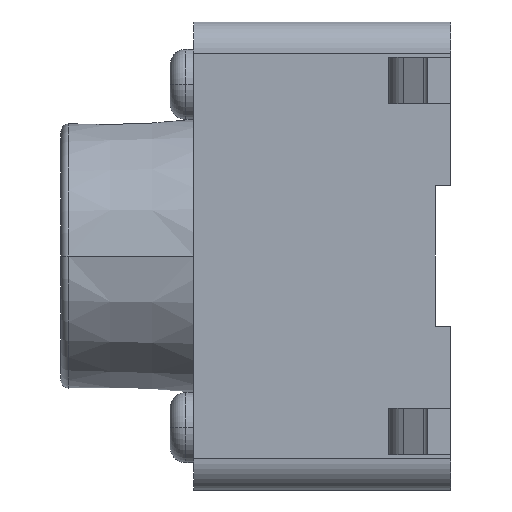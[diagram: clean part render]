
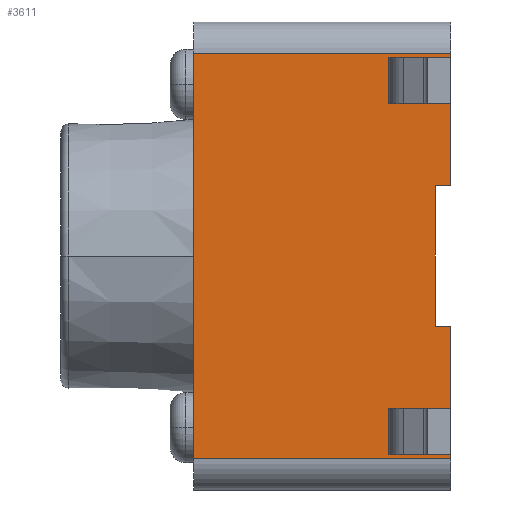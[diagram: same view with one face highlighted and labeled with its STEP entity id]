
A CAD part, left-side view. The second image highlights one B-rep face of the part: STEP entity #3611.
In plain terms, the highlighted planar face has unit normal (-1, 0, 0).
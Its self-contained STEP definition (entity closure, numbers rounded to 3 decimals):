
#34 = EDGE_LOOP ( 'NONE', ( #1471, #2997, #3259, #2002 ) ) ;
#55 = CARTESIAN_POINT ( 'NONE',  ( -3., 0.5, -2.55 ) ) ;
#65 = DIRECTION ( 'NONE',  ( 0., -1., 0. ) ) ;
#75 = LINE ( 'NONE', #55, #3479 ) ;
#77 = VECTOR ( 'NONE', #2521, 1000. ) ;
#83 = DIRECTION ( 'NONE',  ( 0., 0., -1. ) ) ;
#93 = DIRECTION ( 'NONE',  ( 0., 0., 1. ) ) ;
#104 = CARTESIAN_POINT ( 'NONE',  ( -3., 0.8, 1.95 ) ) ;
#114 = ORIENTED_EDGE ( 'NONE', *, *, #4400, .F. ) ;
#155 = CARTESIAN_POINT ( 'NONE',  ( -3., 3.3, -2.6 ) ) ;
#178 = VERTEX_POINT ( 'NONE', #2573 ) ;
#190 = EDGE_CURVE ( 'NONE', #178, #2457, #2705, .T. ) ;
#203 = ORIENTED_EDGE ( 'NONE', *, *, #3697, .T. ) ;
#275 = CARTESIAN_POINT ( 'NONE',  ( -3., 0., -0.9 ) ) ;
#313 = CARTESIAN_POINT ( 'NONE',  ( -3., 0.8, -1.95 ) ) ;
#317 = EDGE_CURVE ( 'NONE', #3976, #1006, #999, .T. ) ;
#341 = DIRECTION ( 'NONE',  ( 0., 1., 0. ) ) ;
#355 = CARTESIAN_POINT ( 'NONE',  ( -3., 0.5, -1.95 ) ) ;
#356 = VECTOR ( 'NONE', #4106, 1000. ) ;
#364 = CARTESIAN_POINT ( 'NONE',  ( -3., 0., 0.9 ) ) ;
#366 = VERTEX_POINT ( 'NONE', #364 ) ;
#386 = CARTESIAN_POINT ( 'NONE',  ( -3., 0., -2.6 ) ) ;
#435 = VECTOR ( 'NONE', #2187, 1000. ) ;
#462 = FACE_OUTER_BOUND ( 'NONE', #2944, .T. ) ;
#483 = EDGE_CURVE ( 'NONE', #3791, #3238, #3960, .T. ) ;
#595 = ORIENTED_EDGE ( 'NONE', *, *, #1983, .T. ) ;
#598 = DIRECTION ( 'NONE',  ( -1., 0., 0. ) ) ;
#646 = CARTESIAN_POINT ( 'NONE',  ( -3., 0.2, 0.9 ) ) ;
#700 = LINE ( 'NONE', #1071, #3173 ) ;
#701 = VECTOR ( 'NONE', #3974, 1000. ) ;
#737 = VERTEX_POINT ( 'NONE', #1477 ) ;
#741 = EDGE_CURVE ( 'NONE', #4236, #4254, #2870, .T. ) ;
#772 = CARTESIAN_POINT ( 'NONE',  ( -3., 0.8, 2.55 ) ) ;
#796 = EDGE_CURVE ( 'NONE', #366, #1006, #3273, .T. ) ;
#827 = VERTEX_POINT ( 'NONE', #275 ) ;
#999 = LINE ( 'NONE', #3766, #1493 ) ;
#1006 = VERTEX_POINT ( 'NONE', #3887 ) ;
#1012 = VECTOR ( 'NONE', #3892, 1000. ) ;
#1037 = DIRECTION ( 'NONE',  ( 0., 0., 1. ) ) ;
#1069 = ORIENTED_EDGE ( 'NONE', *, *, #3578, .T. ) ;
#1071 = CARTESIAN_POINT ( 'NONE',  ( -3., 0., 0.9 ) ) ;
#1109 = ORIENTED_EDGE ( 'NONE', *, *, #317, .F. ) ;
#1111 = CARTESIAN_POINT ( 'NONE',  ( -3., 0., -0.9 ) ) ;
#1227 = CARTESIAN_POINT ( 'NONE',  ( -3., 0.8, -2.55 ) ) ;
#1414 = DIRECTION ( 'NONE',  ( 0., 1., 0. ) ) ;
#1433 = EDGE_CURVE ( 'NONE', #737, #827, #4228, .T. ) ;
#1453 = DIRECTION ( 'NONE',  ( 0., 0., 1. ) ) ;
#1471 = ORIENTED_EDGE ( 'NONE', *, *, #2033, .T. ) ;
#1477 = CARTESIAN_POINT ( 'NONE',  ( -3., 0., -2.6 ) ) ;
#1493 = VECTOR ( 'NONE', #4091, 1000. ) ;
#1528 = VERTEX_POINT ( 'NONE', #4030 ) ;
#1561 = CARTESIAN_POINT ( 'NONE',  ( -3., 0.5, -1.95 ) ) ;
#1622 = VECTOR ( 'NONE', #3210, 1000. ) ;
#1647 = VECTOR ( 'NONE', #65, 1000. ) ;
#1777 = VECTOR ( 'NONE', #93, 1000. ) ;
#1789 = VERTEX_POINT ( 'NONE', #2047 ) ;
#1794 = VECTOR ( 'NONE', #1453, 1000. ) ;
#1946 = EDGE_LOOP ( 'NONE', ( #203, #2512, #4128, #2998 ) ) ;
#1983 = EDGE_CURVE ( 'NONE', #1789, #3389, #3925, .T. ) ;
#2002 = ORIENTED_EDGE ( 'NONE', *, *, #741, .T. ) ;
#2033 = EDGE_CURVE ( 'NONE', #4254, #3238, #3224, .T. ) ;
#2047 = CARTESIAN_POINT ( 'NONE',  ( -3., 0.2, -0.9 ) ) ;
#2114 = DIRECTION ( 'NONE',  ( 0., 0., 1. ) ) ;
#2120 = CARTESIAN_POINT ( 'NONE',  ( -3., 0.2, -0.9 ) ) ;
#2187 = DIRECTION ( 'NONE',  ( 0., 0., 1. ) ) ;
#2188 = FACE_BOUND ( 'NONE', #34, .T. ) ;
#2304 = DIRECTION ( 'NONE',  ( 0., 0., 1. ) ) ;
#2306 = AXIS2_PLACEMENT_3D ( 'NONE', #3737, #598, #1037 ) ;
#2440 = ORIENTED_EDGE ( 'NONE', *, *, #796, .T. ) ;
#2457 = VERTEX_POINT ( 'NONE', #1227 ) ;
#2512 = ORIENTED_EDGE ( 'NONE', *, *, #3837, .T. ) ;
#2521 = DIRECTION ( 'NONE',  ( 0., 1., 0. ) ) ;
#2539 = VECTOR ( 'NONE', #83, 1000. ) ;
#2569 = CARTESIAN_POINT ( 'NONE',  ( -3., 0.5, -1.95 ) ) ;
#2573 = CARTESIAN_POINT ( 'NONE',  ( -3., 0.8, -1.95 ) ) ;
#2612 = CARTESIAN_POINT ( 'NONE',  ( -3., 0.8, 1.95 ) ) ;
#2705 = LINE ( 'NONE', #313, #356 ) ;
#2801 = CARTESIAN_POINT ( 'NONE',  ( -3., 0.5, 1.95 ) ) ;
#2837 = VECTOR ( 'NONE', #2114, 1000. ) ;
#2870 = LINE ( 'NONE', #3825, #77 ) ;
#2895 = LINE ( 'NONE', #3955, #1794 ) ;
#2944 = EDGE_LOOP ( 'NONE', ( #4109, #2440, #1109, #114, #1069, #4247, #3311, #595 ) ) ;
#2997 = ORIENTED_EDGE ( 'NONE', *, *, #483, .F. ) ;
#2998 = ORIENTED_EDGE ( 'NONE', *, *, #3277, .F. ) ;
#3097 = VECTOR ( 'NONE', #3175, 1000. ) ;
#3140 = EDGE_CURVE ( 'NONE', #366, #3389, #700, .T. ) ;
#3172 = LINE ( 'NONE', #355, #2539 ) ;
#3173 = VECTOR ( 'NONE', #341, 1000. ) ;
#3175 = DIRECTION ( 'NONE',  ( 0., 0., 1. ) ) ;
#3177 = CARTESIAN_POINT ( 'NONE',  ( -3., 3.3, -2.6 ) ) ;
#3210 = DIRECTION ( 'NONE',  ( 0., 1., 0. ) ) ;
#3224 = LINE ( 'NONE', #104, #4056 ) ;
#3226 = LINE ( 'NONE', #3177, #1647 ) ;
#3238 = VERTEX_POINT ( 'NONE', #772 ) ;
#3259 = ORIENTED_EDGE ( 'NONE', *, *, #3604, .F. ) ;
#3261 = LINE ( 'NONE', #155, #2837 ) ;
#3273 = LINE ( 'NONE', #4097, #435 ) ;
#3277 = EDGE_CURVE ( 'NONE', #4049, #178, #4321, .T. ) ;
#3311 = ORIENTED_EDGE ( 'NONE', *, *, #4401, .T. ) ;
#3389 = VERTEX_POINT ( 'NONE', #646 ) ;
#3479 = VECTOR ( 'NONE', #1414, 1000. ) ;
#3512 = LINE ( 'NONE', #1111, #1012 ) ;
#3550 = CARTESIAN_POINT ( 'NONE',  ( -3., 0.5, 2.55 ) ) ;
#3578 = EDGE_CURVE ( 'NONE', #4515, #737, #3226, .T. ) ;
#3592 = FACE_BOUND ( 'NONE', #1946, .T. ) ;
#3604 = EDGE_CURVE ( 'NONE', #4236, #3791, #2895, .T. ) ;
#3611 = ADVANCED_FACE ( 'NONE', ( #2188, #3592, #462 ), #3755, .T. ) ;
#3697 = EDGE_CURVE ( 'NONE', #4049, #1528, #3172, .T. ) ;
#3737 = CARTESIAN_POINT ( 'NONE',  ( -3., 0., -3. ) ) ;
#3755 = PLANE ( 'NONE',  #2306 ) ;
#3766 = CARTESIAN_POINT ( 'NONE',  ( -3., 3.3, 2.6 ) ) ;
#3791 = VERTEX_POINT ( 'NONE', #4398 ) ;
#3825 = CARTESIAN_POINT ( 'NONE',  ( -3., 0.5, 1.95 ) ) ;
#3837 = EDGE_CURVE ( 'NONE', #1528, #2457, #75, .T. ) ;
#3887 = CARTESIAN_POINT ( 'NONE',  ( -3., 0., 2.6 ) ) ;
#3892 = DIRECTION ( 'NONE',  ( 0., 1., 0. ) ) ;
#3925 = LINE ( 'NONE', #2120, #3097 ) ;
#3955 = CARTESIAN_POINT ( 'NONE',  ( -3., 0.5, 1.95 ) ) ;
#3960 = LINE ( 'NONE', #3550, #1622 ) ;
#3974 = DIRECTION ( 'NONE',  ( 0., 1., 0. ) ) ;
#3976 = VERTEX_POINT ( 'NONE', #4057 ) ;
#4013 = CARTESIAN_POINT ( 'NONE',  ( -3., 3.3, -2.6 ) ) ;
#4030 = CARTESIAN_POINT ( 'NONE',  ( -3., 0.5, -2.55 ) ) ;
#4049 = VERTEX_POINT ( 'NONE', #1561 ) ;
#4056 = VECTOR ( 'NONE', #2304, 1000. ) ;
#4057 = CARTESIAN_POINT ( 'NONE',  ( -3., 3.3, 2.6 ) ) ;
#4091 = DIRECTION ( 'NONE',  ( 0., -1., 0. ) ) ;
#4097 = CARTESIAN_POINT ( 'NONE',  ( -3., 0., 0.9 ) ) ;
#4106 = DIRECTION ( 'NONE',  ( 0., 0., -1. ) ) ;
#4109 = ORIENTED_EDGE ( 'NONE', *, *, #3140, .F. ) ;
#4128 = ORIENTED_EDGE ( 'NONE', *, *, #190, .F. ) ;
#4228 = LINE ( 'NONE', #386, #1777 ) ;
#4236 = VERTEX_POINT ( 'NONE', #2801 ) ;
#4247 = ORIENTED_EDGE ( 'NONE', *, *, #1433, .T. ) ;
#4254 = VERTEX_POINT ( 'NONE', #2612 ) ;
#4321 = LINE ( 'NONE', #2569, #701 ) ;
#4398 = CARTESIAN_POINT ( 'NONE',  ( -3., 0.5, 2.55 ) ) ;
#4400 = EDGE_CURVE ( 'NONE', #4515, #3976, #3261, .T. ) ;
#4401 = EDGE_CURVE ( 'NONE', #827, #1789, #3512, .T. ) ;
#4515 = VERTEX_POINT ( 'NONE', #4013 ) ;
